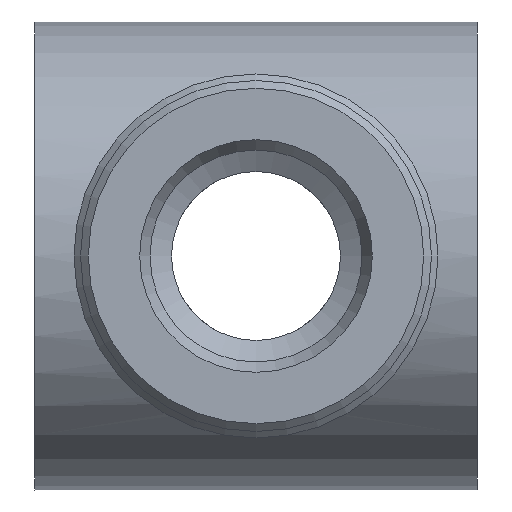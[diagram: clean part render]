
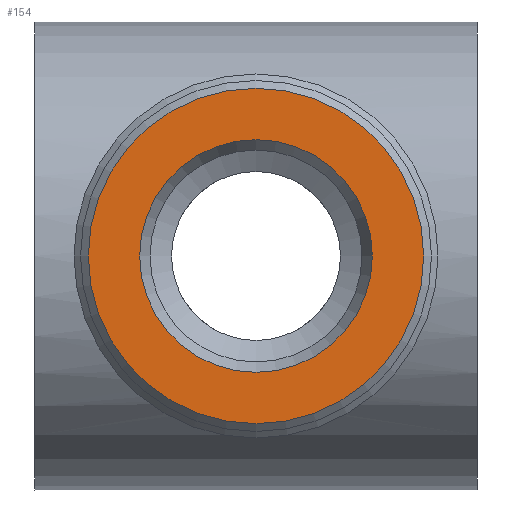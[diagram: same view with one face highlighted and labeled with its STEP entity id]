
A CAD part, left-side view. The second image highlights one B-rep face of the part: STEP entity #154.
In plain terms, the highlighted planar face has unit normal (-1, 0, 0).
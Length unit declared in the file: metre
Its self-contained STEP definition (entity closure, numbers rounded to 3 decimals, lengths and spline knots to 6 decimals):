
#154 = ADVANCED_FACE( 'NONE', ( #355, #356 ), #357, .T. );
#355 = FACE_OUTER_BOUND( '', #1178, .T. );
#356 = FACE_BOUND( '', #1179, .T. );
#357 = PLANE( '', #1180 );
#1178 = EDGE_LOOP( '', ( #1486 ) );
#1179 = EDGE_LOOP( '', ( #1487 ) );
#1180 = AXIS2_PLACEMENT_3D( '', #1488, #1489, #1490 );
#1486 = ORIENTED_EDGE( '', *, *, #1683, .F. );
#1487 = ORIENTED_EDGE( '', *, *, #1658, .T. );
#1488 = CARTESIAN_POINT( '', ( -0.0247, 0.00645, 0. ) );
#1489 = DIRECTION( '', ( -1., 0., 0. ) );
#1490 = DIRECTION( '', ( 0., 0., 1. ) );
#1658 = EDGE_CURVE( 'NONE', #1827, #1827, #1828, .T. );
#1683 = EDGE_CURVE( 'NONE', #1863, #1863, #1864, .T. );
#1827 = VERTEX_POINT( '', #2330 );
#1828 = CIRCLE( '', #2331, 0.004475 );
#1863 = VERTEX_POINT( '', #2401 );
#1864 = CIRCLE( '', #2402, 0.00645 );
#2330 = CARTESIAN_POINT( '', ( -0.0247, 0., -0.004475 ) );
#2331 = AXIS2_PLACEMENT_3D( '', #2536, #2537, #2538 );
#2401 = CARTESIAN_POINT( '', ( -0.0247, 0., -0.00645 ) );
#2402 = AXIS2_PLACEMENT_3D( '', #2566, #2567, #2568 );
#2536 = CARTESIAN_POINT( '', ( -0.0247, 0., 0. ) );
#2537 = DIRECTION( '', ( 1., 0., 0. ) );
#2538 = DIRECTION( '', ( 0., 0., -1. ) );
#2566 = CARTESIAN_POINT( '', ( -0.0247, 0., 0. ) );
#2567 = DIRECTION( '', ( 1., 0., 0. ) );
#2568 = DIRECTION( '', ( 0., 0., -1. ) );
